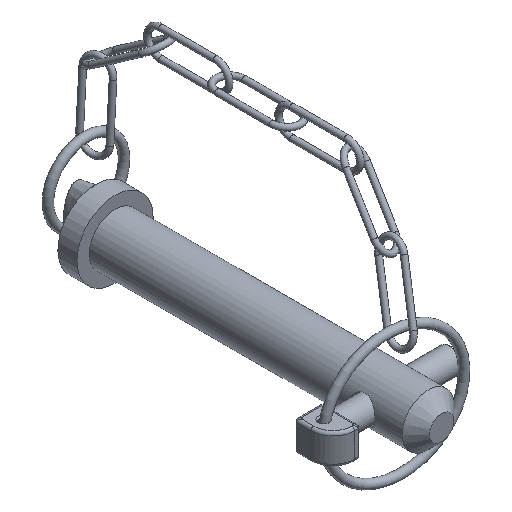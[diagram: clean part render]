
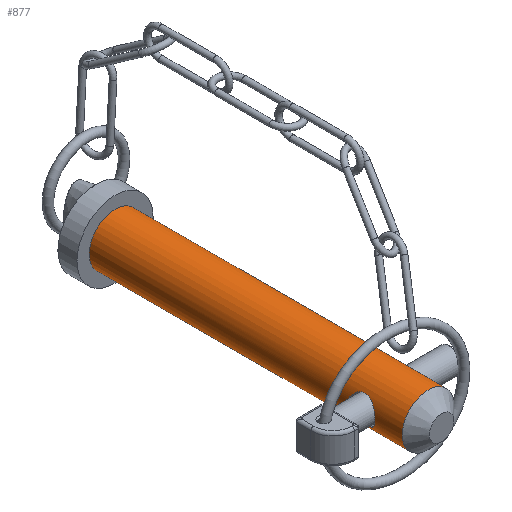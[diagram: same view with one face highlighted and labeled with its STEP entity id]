
A CAD part, isometric view. The second image highlights one B-rep face of the part: STEP entity #877.
In plain terms, the highlighted cylindrical face has radius 9.5 mm (diameter 19 mm), a full revolution.
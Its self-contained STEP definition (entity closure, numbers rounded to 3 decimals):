
#92=CYLINDRICAL_SURFACE('',#1049,9.5);
#109=CIRCLE('',#1046,9.5);
#110=CIRCLE('',#1047,9.5);
#112=CIRCLE('',#1050,9.5);
#164=FACE_BOUND('',#229,.T.);
#173=FACE_OUTER_BOUND('',#228,.T.);
#228=EDGE_LOOP('',(#640,#641,#642,#643,#644,#645,#646,#647,#648));
#229=EDGE_LOOP('',(#649,#650));
#287=B_SPLINE_CURVE_WITH_KNOTS('',3,(#2089,#2090,#2091,#2092,#2093,#2094,
#2095,#2096,#2097,#2098,#2099,#2100,#2101,#2102,#2103,#2104,#2105,#2106),
 .UNSPECIFIED.,.F.,.F.,(4,2,2,2,2,2,2,2,4),(0.771,0.963,
1.155,1.348,1.541,1.734,1.928,
2.12,2.312),.UNSPECIFIED.);
#288=B_SPLINE_CURVE_WITH_KNOTS('',3,(#2110,#2111,#2112,#2113,#2114,#2115,
#2116,#2117,#2118,#2119,#2120,#2121,#2122,#2123,#2124,#2125,#2126,#2127,
#2128,#2129,#2130,#2131,#2132,#2133,#2134,#2135),.UNSPECIFIED.,.F.,.F.,
(4,2,2,2,2,2,2,2,2,2,2,2,4),(0.,0.193,0.386,0.578,
0.771,0.963,1.155,1.348,1.541,
1.734,1.928,2.12,2.312),
 .UNSPECIFIED.);
#289=B_SPLINE_CURVE_WITH_KNOTS('',3,(#2136,#2137,#2138,#2139,#2140,#2141,
#2142,#2143,#2144,#2145),.UNSPECIFIED.,.F.,.F.,(4,2,2,2,4),(2.312,
2.505,2.697,2.89,3.083),
 .UNSPECIFIED.);
#290=B_SPLINE_CURVE_WITH_KNOTS('',3,(#2146,#2147,#2148,#2149,#2150,#2151,
#2152,#2153,#2154,#2155,#2156,#2157,#2158,#2159,#2160,#2161,#2162,#2163,
#2164),.UNSPECIFIED.,.F.,.F.,(4,2,2,2,3,2,2,2,4),(2.312,2.505,
2.697,2.89,3.083,3.276,3.469,
3.661,3.854),.UNSPECIFIED.);
#317=LINE('',#2176,#368);
#318=LINE('',#2177,#369);
#368=VECTOR('',#1169,9.5);
#369=VECTOR('',#1170,9.5);
#422=VERTEX_POINT('',#2087);
#423=VERTEX_POINT('',#2088);
#424=VERTEX_POINT('',#2107);
#425=VERTEX_POINT('',#2109);
#426=VERTEX_POINT('',#2166);
#427=VERTEX_POINT('',#2167);
#429=VERTEX_POINT('',#2174);
#500=EDGE_CURVE('',#422,#423,#287,.T.);
#502=EDGE_CURVE('',#425,#424,#288,.T.);
#503=EDGE_CURVE('',#424,#425,#289,.T.);
#504=EDGE_CURVE('',#423,#422,#290,.T.);
#505=EDGE_CURVE('',#426,#427,#109,.T.);
#506=EDGE_CURVE('',#427,#426,#110,.T.);
#509=EDGE_CURVE('',#429,#429,#112,.T.);
#510=EDGE_CURVE('',#429,#423,#317,.T.);
#511=EDGE_CURVE('',#422,#427,#318,.T.);
#640=ORIENTED_EDGE('',*,*,#509,.F.);
#641=ORIENTED_EDGE('',*,*,#510,.T.);
#642=ORIENTED_EDGE('',*,*,#504,.T.);
#643=ORIENTED_EDGE('',*,*,#511,.T.);
#644=ORIENTED_EDGE('',*,*,#505,.F.);
#645=ORIENTED_EDGE('',*,*,#506,.F.);
#646=ORIENTED_EDGE('',*,*,#511,.F.);
#647=ORIENTED_EDGE('',*,*,#500,.T.);
#648=ORIENTED_EDGE('',*,*,#510,.F.);
#649=ORIENTED_EDGE('',*,*,#502,.T.);
#650=ORIENTED_EDGE('',*,*,#503,.T.);
#877=ADVANCED_FACE('',(#173,#164),#92,.T.);
#1046=AXIS2_PLACEMENT_3D('',#2168,#1158,#1159);
#1047=AXIS2_PLACEMENT_3D('',#2169,#1160,#1161);
#1049=AXIS2_PLACEMENT_3D('',#2173,#1165,#1166);
#1050=AXIS2_PLACEMENT_3D('',#2175,#1167,#1168);
#1158=DIRECTION('center_axis',(0.,-1.,0.));
#1159=DIRECTION('ref_axis',(1.,0.,0.));
#1160=DIRECTION('center_axis',(0.,-1.,0.));
#1161=DIRECTION('ref_axis',(1.,0.,0.));
#1165=DIRECTION('center_axis',(0.,1.,0.));
#1166=DIRECTION('ref_axis',(-1.,0.,0.));
#1167=DIRECTION('center_axis',(0.,1.,0.));
#1168=DIRECTION('ref_axis',(-1.,0.,0.));
#1169=DIRECTION('',(0.,-1.,0.));
#1170=DIRECTION('',(0.,-1.,0.));
#2087=CARTESIAN_POINT('',(9.5,15.,0.));
#2088=CARTESIAN_POINT('',(9.5,25.,0.));
#2089=CARTESIAN_POINT('Ctrl Pts',(9.5,15.,0.));
#2090=CARTESIAN_POINT('Ctrl Pts',(9.5,15.,0.641));
#2091=CARTESIAN_POINT('Ctrl Pts',(9.429,15.131,1.317));
#2092=CARTESIAN_POINT('Ctrl Pts',(9.174,15.645,2.545));
#2093=CARTESIAN_POINT('Ctrl Pts',(8.992,16.028,3.099));
#2094=CARTESIAN_POINT('Ctrl Pts',(8.642,16.902,3.973));
#2095=CARTESIAN_POINT('Ctrl Pts',(8.448,17.456,4.355));
#2096=CARTESIAN_POINT('Ctrl Pts',(8.163,18.682,4.869));
#2097=CARTESIAN_POINT('Ctrl Pts',(8.078,19.357,5.));
#2098=CARTESIAN_POINT('Ctrl Pts',(8.078,20.643,5.));
#2099=CARTESIAN_POINT('Ctrl Pts',(8.163,21.318,4.869));
#2100=CARTESIAN_POINT('Ctrl Pts',(8.448,22.544,4.355));
#2101=CARTESIAN_POINT('Ctrl Pts',(8.642,23.098,3.973));
#2102=CARTESIAN_POINT('Ctrl Pts',(8.992,23.972,3.099));
#2103=CARTESIAN_POINT('Ctrl Pts',(9.174,24.355,2.545));
#2104=CARTESIAN_POINT('Ctrl Pts',(9.429,24.869,1.317));
#2105=CARTESIAN_POINT('Ctrl Pts',(9.5,25.,0.641));
#2106=CARTESIAN_POINT('Ctrl Pts',(9.5,25.,0.));
#2107=CARTESIAN_POINT('',(-9.5,15.,0.));
#2109=CARTESIAN_POINT('',(-8.078,20.,-5.));
#2110=CARTESIAN_POINT('Ctrl Pts',(-8.078,20.,-5.));
#2111=CARTESIAN_POINT('Ctrl Pts',(-8.078,20.643,-5.));
#2112=CARTESIAN_POINT('Ctrl Pts',(-8.163,21.318,-4.869));
#2113=CARTESIAN_POINT('Ctrl Pts',(-8.448,22.544,-4.355));
#2114=CARTESIAN_POINT('Ctrl Pts',(-8.642,23.098,-3.973));
#2115=CARTESIAN_POINT('Ctrl Pts',(-8.992,23.972,-3.099));
#2116=CARTESIAN_POINT('Ctrl Pts',(-9.174,24.355,-2.545));
#2117=CARTESIAN_POINT('Ctrl Pts',(-9.429,24.869,-1.317));
#2118=CARTESIAN_POINT('Ctrl Pts',(-9.5,25.,-0.641));
#2119=CARTESIAN_POINT('Ctrl Pts',(-9.5,25.,0.641));
#2120=CARTESIAN_POINT('Ctrl Pts',(-9.429,24.869,1.317));
#2121=CARTESIAN_POINT('Ctrl Pts',(-9.174,24.355,2.545));
#2122=CARTESIAN_POINT('Ctrl Pts',(-8.992,23.972,3.099));
#2123=CARTESIAN_POINT('Ctrl Pts',(-8.642,23.098,3.973));
#2124=CARTESIAN_POINT('Ctrl Pts',(-8.448,22.544,4.355));
#2125=CARTESIAN_POINT('Ctrl Pts',(-8.163,21.318,4.869));
#2126=CARTESIAN_POINT('Ctrl Pts',(-8.078,20.643,5.));
#2127=CARTESIAN_POINT('Ctrl Pts',(-8.078,19.357,5.));
#2128=CARTESIAN_POINT('Ctrl Pts',(-8.163,18.682,4.869));
#2129=CARTESIAN_POINT('Ctrl Pts',(-8.448,17.456,4.355));
#2130=CARTESIAN_POINT('Ctrl Pts',(-8.642,16.902,3.973));
#2131=CARTESIAN_POINT('Ctrl Pts',(-8.992,16.028,3.099));
#2132=CARTESIAN_POINT('Ctrl Pts',(-9.174,15.645,2.545));
#2133=CARTESIAN_POINT('Ctrl Pts',(-9.429,15.131,1.317));
#2134=CARTESIAN_POINT('Ctrl Pts',(-9.5,15.,0.641));
#2135=CARTESIAN_POINT('Ctrl Pts',(-9.5,15.,0.));
#2136=CARTESIAN_POINT('Ctrl Pts',(-9.5,15.,0.));
#2137=CARTESIAN_POINT('Ctrl Pts',(-9.5,15.,-0.641));
#2138=CARTESIAN_POINT('Ctrl Pts',(-9.429,15.131,-1.317));
#2139=CARTESIAN_POINT('Ctrl Pts',(-9.174,15.645,-2.545));
#2140=CARTESIAN_POINT('Ctrl Pts',(-8.992,16.028,-3.099));
#2141=CARTESIAN_POINT('Ctrl Pts',(-8.642,16.902,-3.973));
#2142=CARTESIAN_POINT('Ctrl Pts',(-8.448,17.456,-4.355));
#2143=CARTESIAN_POINT('Ctrl Pts',(-8.163,18.682,-4.869));
#2144=CARTESIAN_POINT('Ctrl Pts',(-8.078,19.357,-5.));
#2145=CARTESIAN_POINT('Ctrl Pts',(-8.078,20.,-5.));
#2146=CARTESIAN_POINT('Ctrl Pts',(9.5,25.,0.));
#2147=CARTESIAN_POINT('Ctrl Pts',(9.5,25.,-0.641));
#2148=CARTESIAN_POINT('Ctrl Pts',(9.429,24.869,-1.317));
#2149=CARTESIAN_POINT('Ctrl Pts',(9.174,24.355,-2.545));
#2150=CARTESIAN_POINT('Ctrl Pts',(8.992,23.972,-3.099));
#2151=CARTESIAN_POINT('Ctrl Pts',(8.642,23.098,-3.973));
#2152=CARTESIAN_POINT('Ctrl Pts',(8.448,22.544,-4.355));
#2153=CARTESIAN_POINT('Ctrl Pts',(8.163,21.318,-4.869));
#2154=CARTESIAN_POINT('Ctrl Pts',(8.078,20.643,-5.));
#2155=CARTESIAN_POINT('Ctrl Pts',(8.078,20.,-5.));
#2156=CARTESIAN_POINT('Ctrl Pts',(8.078,19.357,-5.));
#2157=CARTESIAN_POINT('Ctrl Pts',(8.163,18.682,-4.869));
#2158=CARTESIAN_POINT('Ctrl Pts',(8.448,17.456,-4.355));
#2159=CARTESIAN_POINT('Ctrl Pts',(8.642,16.902,-3.973));
#2160=CARTESIAN_POINT('Ctrl Pts',(8.992,16.028,-3.099));
#2161=CARTESIAN_POINT('Ctrl Pts',(9.174,15.645,-2.545));
#2162=CARTESIAN_POINT('Ctrl Pts',(9.429,15.131,-1.317));
#2163=CARTESIAN_POINT('Ctrl Pts',(9.5,15.,-0.641));
#2164=CARTESIAN_POINT('Ctrl Pts',(9.5,15.,0.));
#2166=CARTESIAN_POINT('',(-9.5,5.,0.));
#2167=CARTESIAN_POINT('',(9.5,5.,0.));
#2168=CARTESIAN_POINT('Origin',(0.,5.,0.));
#2169=CARTESIAN_POINT('Origin',(0.,5.,0.));
#2173=CARTESIAN_POINT('Origin',(0.,0.,0.));
#2174=CARTESIAN_POINT('',(9.5,120.,0.));
#2175=CARTESIAN_POINT('Origin',(0.,120.,0.));
#2176=CARTESIAN_POINT('',(9.5,0.,0.));
#2177=CARTESIAN_POINT('',(9.5,0.,0.));
